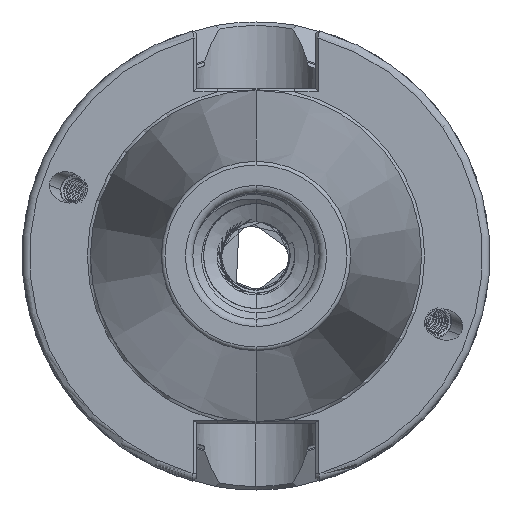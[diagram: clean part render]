
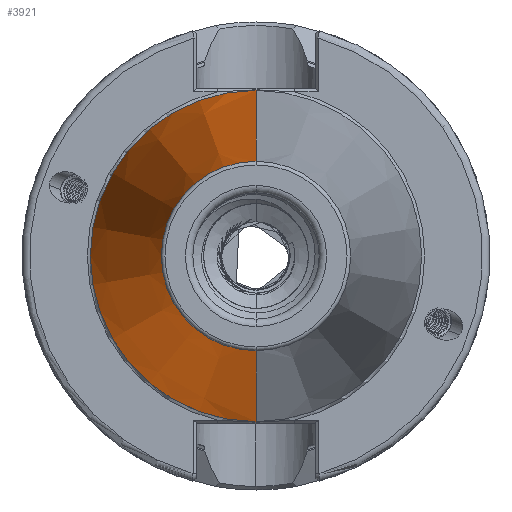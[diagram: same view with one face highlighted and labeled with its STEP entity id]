
A CAD part, left-side view. The second image highlights one B-rep face of the part: STEP entity #3921.
In plain terms, the highlighted conical face has half-angle 8.297 degrees and reference radius 22.298 mm.
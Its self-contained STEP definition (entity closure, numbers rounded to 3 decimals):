
#3921 = ADVANCED_FACE ( 'NONE', ( #8090 ), #5595, .T. ) ;
#3945 = EDGE_CURVE ( 'NONE', #5653, #5654, #5609, .T. ) ;
#3947 = EDGE_CURVE ( 'NONE', #5656, #5654, #7032, .T. ) ;
#3948 = EDGE_CURVE ( 'NONE', #5655, #5656, #5610, .T. ) ;
#3949 = EDGE_CURVE ( 'NONE', #5655, #5653, #7038, .T. ) ;
#5595 = CONICAL_SURFACE ( 'NONE', #8093, 22.298, 0.145 ) ;
#5609 = CIRCLE ( 'NONE', #8126, 22.298 ) ;
#5610 = CIRCLE ( 'NONE', #8132, 12.75 ) ;
#5653 = VERTEX_POINT ( 'NONE', #16472 ) ;
#5654 = VERTEX_POINT ( 'NONE', #16473 ) ;
#5655 = VERTEX_POINT ( 'NONE', #16474 ) ;
#5656 = VERTEX_POINT ( 'NONE', #16475 ) ;
#6615 = EDGE_LOOP ( 'NONE', ( #9545, #9547, #9546, #9548 ) ) ;
#6899 = CARTESIAN_POINT ( 'NONE',  ( -1.5, 0., 0. ) ) ;
#6900 = DIRECTION ( 'NONE',  ( 1., 0., 0. ) ) ;
#6901 = DIRECTION ( 'NONE',  ( 0., 0., -1. ) ) ;
#7025 = CARTESIAN_POINT ( 'NONE',  ( -1.5, 0., 0. ) ) ;
#7026 = DIRECTION ( 'NONE',  ( 1., 0., 0. ) ) ;
#7027 = DIRECTION ( 'NONE',  ( 0., 0., -1. ) ) ;
#7028 = CARTESIAN_POINT ( 'NONE',  ( -66.972, 0., 0. ) ) ;
#7032 = LINE ( 'NONE', #7033, #8133 ) ;
#7033 = CARTESIAN_POINT ( 'NONE',  ( -1.5, 0., 22.298 ) ) ;
#7034 = DIRECTION ( 'NONE',  ( 0.99, 0., 0.144 ) ) ;
#7035 = DIRECTION ( 'NONE',  ( 1., 0., 0. ) ) ;
#7036 = DIRECTION ( 'NONE',  ( 0., 0., -1. ) ) ;
#7038 = LINE ( 'NONE', #7039, #8135 ) ;
#7039 = CARTESIAN_POINT ( 'NONE',  ( -1.5, 0., -22.298 ) ) ;
#7040 = DIRECTION ( 'NONE',  ( 0.99, 0., -0.144 ) ) ;
#8090 = FACE_OUTER_BOUND ( 'NONE', #6615, .T. ) ;
#8093 = AXIS2_PLACEMENT_3D ( 'NONE', #6899, #6900, #6901 ) ;
#8126 = AXIS2_PLACEMENT_3D ( 'NONE', #7025, #7026, #7027 ) ;
#8132 = AXIS2_PLACEMENT_3D ( 'NONE', #7028, #7035, #7036 ) ;
#8133 = VECTOR ( 'NONE', #7034, 1000. ) ;
#8135 = VECTOR ( 'NONE', #7040, 1000. ) ;
#9545 = ORIENTED_EDGE ( 'NONE', *, *, #3948, .T. ) ;
#9546 = ORIENTED_EDGE ( 'NONE', *, *, #3945, .F. ) ;
#9547 = ORIENTED_EDGE ( 'NONE', *, *, #3947, .T. ) ;
#9548 = ORIENTED_EDGE ( 'NONE', *, *, #3949, .F. ) ;
#16472 = CARTESIAN_POINT ( 'NONE',  ( -1.5, 0., -22.298 ) ) ;
#16473 = CARTESIAN_POINT ( 'NONE',  ( -1.5, 0., 22.298 ) ) ;
#16474 = CARTESIAN_POINT ( 'NONE',  ( -66.972, 0., -12.75 ) ) ;
#16475 = CARTESIAN_POINT ( 'NONE',  ( -66.972, 0., 12.75 ) ) ;
